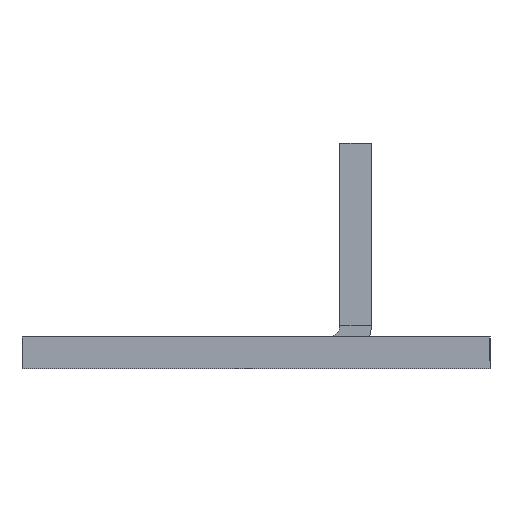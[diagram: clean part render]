
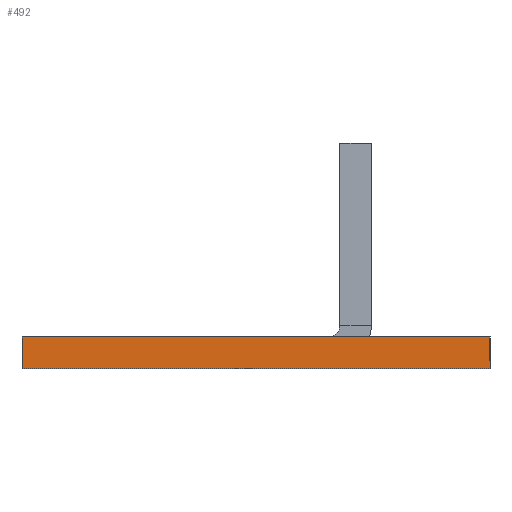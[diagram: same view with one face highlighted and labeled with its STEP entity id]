
A CAD part, left-side view. The second image highlights one B-rep face of the part: STEP entity #492.
In plain terms, the highlighted planar face has unit normal (-1, 0, 0).
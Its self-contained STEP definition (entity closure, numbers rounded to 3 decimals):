
#114 = LINE ( 'NONE', #1041, #168 ) ;
#168 = VECTOR ( 'NONE', #1048, 1000. ) ;
#213 = AXIS2_PLACEMENT_3D ( 'NONE', #664, #670, #671 ) ;
#361 = VERTEX_POINT ( 'NONE', #602 ) ;
#363 = VERTEX_POINT ( 'NONE', #604 ) ;
#386 = VERTEX_POINT ( 'NONE', #627 ) ;
#387 = VERTEX_POINT ( 'NONE', #628 ) ;
#492 = ADVANCED_FACE ( 'NONE', ( #1898 ), #661, .T. ) ;
#602 = CARTESIAN_POINT ( 'NONE',  ( -54., 14.8, 0. ) ) ;
#604 = CARTESIAN_POINT ( 'NONE',  ( -54., -14.8, 0. ) ) ;
#627 = CARTESIAN_POINT ( 'NONE',  ( -54., -14.8, -2. ) ) ;
#628 = CARTESIAN_POINT ( 'NONE',  ( -54., 14.8, -2. ) ) ;
#661 = PLANE ( 'NONE',  #213 ) ;
#664 = CARTESIAN_POINT ( 'NONE',  ( -54., -18.8, -2. ) ) ;
#670 = DIRECTION ( 'NONE',  ( -1., 0., 0. ) ) ;
#671 = DIRECTION ( 'NONE',  ( 0., 0., 1. ) ) ;
#1041 = CARTESIAN_POINT ( 'NONE',  ( -54., -18.8, 0. ) ) ;
#1048 = DIRECTION ( 'NONE',  ( 0., -1., 0. ) ) ;
#1178 = CARTESIAN_POINT ( 'NONE',  ( -54., 14.8, -2. ) ) ;
#1179 = DIRECTION ( 'NONE',  ( 0., 0., 1. ) ) ;
#1187 = CARTESIAN_POINT ( 'NONE',  ( -54., -14.8, -2. ) ) ;
#1188 = DIRECTION ( 'NONE',  ( 0., 0., 1. ) ) ;
#1190 = CARTESIAN_POINT ( 'NONE',  ( -54., -18.8, -2. ) ) ;
#1191 = DIRECTION ( 'NONE',  ( 0., -1., 0. ) ) ;
#1262 = EDGE_CURVE ( 'NONE', #361, #363, #114, .T. ) ;
#1319 = EDGE_CURVE ( 'NONE', #387, #361, #1440, .T. ) ;
#1324 = EDGE_CURVE ( 'NONE', #386, #363, #1450, .T. ) ;
#1326 = EDGE_CURVE ( 'NONE', #387, #386, #1453, .T. ) ;
#1440 = LINE ( 'NONE', #1178, #1441 ) ;
#1441 = VECTOR ( 'NONE', #1179, 1000. ) ;
#1450 = LINE ( 'NONE', #1187, #1451 ) ;
#1451 = VECTOR ( 'NONE', #1188, 1000. ) ;
#1453 = LINE ( 'NONE', #1190, #1454 ) ;
#1454 = VECTOR ( 'NONE', #1191, 1000. ) ;
#1578 = EDGE_LOOP ( 'NONE', ( #1809, #1810, #1811, #1812 ) ) ;
#1809 = ORIENTED_EDGE ( 'NONE', *, *, #1324, .T. ) ;
#1810 = ORIENTED_EDGE ( 'NONE', *, *, #1262, .F. ) ;
#1811 = ORIENTED_EDGE ( 'NONE', *, *, #1319, .F. ) ;
#1812 = ORIENTED_EDGE ( 'NONE', *, *, #1326, .T. ) ;
#1898 = FACE_OUTER_BOUND ( 'NONE', #1578, .T. ) ;
